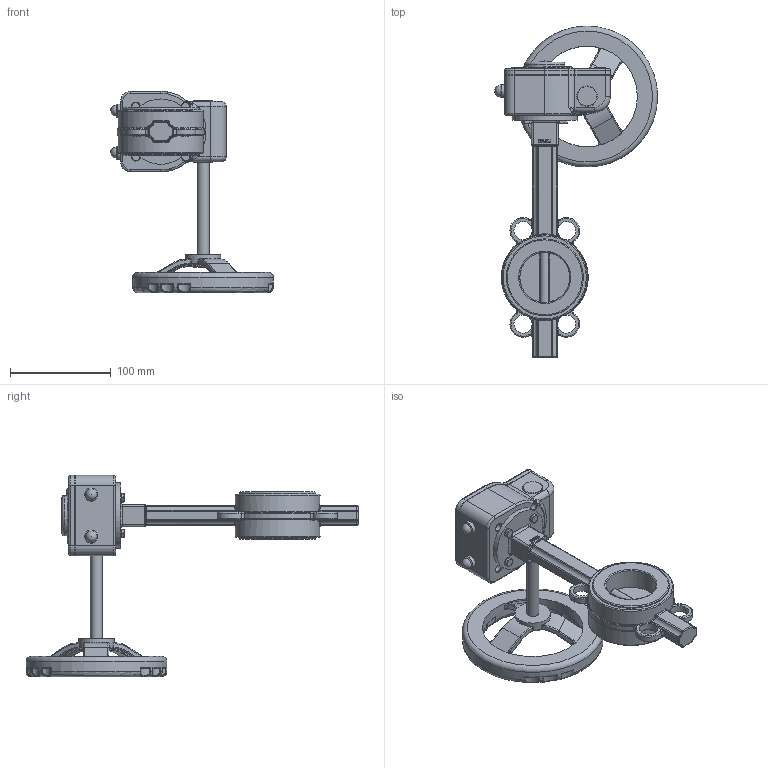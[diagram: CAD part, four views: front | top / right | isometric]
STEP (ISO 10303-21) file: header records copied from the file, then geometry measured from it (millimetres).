
FILE_DESCRIPTION(/* description */ (''),/* implementation_level */ '2;1');
FILE_NAME(/* name */ 'DN50_3D_STEP.stp',/* time_stamp */ '2025-01-31T15:27:00+03:00',/* author */ ('igorr'),/* organization */ (''),/* preprocessor_version */ 'ST-DEVELOPER v20',/* originating_system */ 'Autodesk Inventor 2025',/* authorisation */ '');
FILE_SCHEMA (('AUTOMOTIVE_DESIGN { 1 0 10303 214 3 1 1 }'));
Products named in the file (7): Сборка; Деталь; Сборка_1; Деталь 2; Деталь1; BS 4168 - M5 x 16; AS 1110 - M5 x 10
Assembly tree (12 placements, depth 3):
  Сборка
    Деталь
    Сборка_1
      Деталь 2
      Деталь1
      BS 4168 - M5 x 16  x4
    AS 1110 - M5 x 10  x4
Bounding box: 162 x 330 x 200 mm (x, y, z)
Volume: 792774.5 mm3; surface area: 151175.2 mm2
Topology: 12 solids, 12 shells, 2079 faces, 4911 edges, 2882 vertices
Faces by surface type: cylinder 602, plane 566, bspline 478, torus 278, sphere 101, cone 54
Full cylindrical faces by diameter (mm): 5 x14, 6 x10, 8 x8, 10 x6, 12 x1, 13 x2, 13.93 x1, 18 x4, 20 x2, 20.4 x1, 30 x1, 31 x1, 35 x1, 40 x1, 50 x1, 65 x1, 76.5 x2, 84.5 x2, 100 x1, 140 x1
Entity records: 76488 total; most frequent: CARTESIAN_POINT 31131, ORIENTED_EDGE 9252, DIRECTION 8596, EDGE_CURVE 4626, AXIS2_PLACEMENT_3D 3381, VERTEX_POINT 2732, EDGE_LOOP 2066, FACE_OUTER_BOUND 1968
